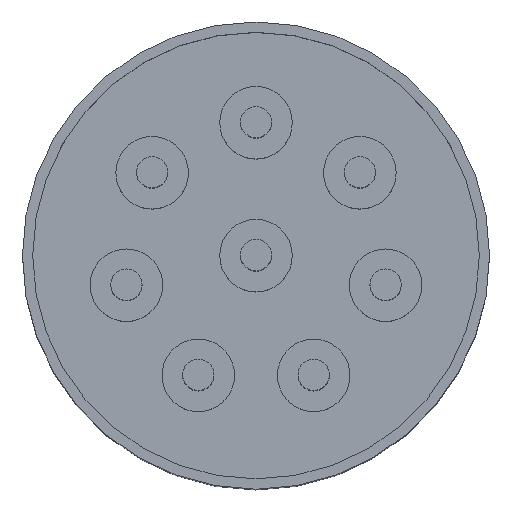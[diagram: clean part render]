
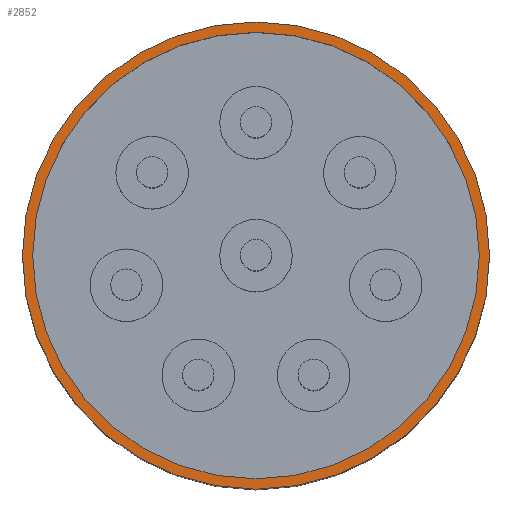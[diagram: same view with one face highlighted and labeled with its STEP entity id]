
A CAD part, top view. The second image highlights one B-rep face of the part: STEP entity #2852.
In plain terms, the highlighted planar face has unit normal (0, 0, 1).
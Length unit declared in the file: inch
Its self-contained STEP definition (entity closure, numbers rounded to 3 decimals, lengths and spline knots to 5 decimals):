
#18 = EDGE_CURVE ( 'NONE', #577, #576, #4883, .T. ) ;
#20 = EDGE_CURVE ( 'NONE', #566, #560, #4881, .T. ) ;
#119 = EDGE_CURVE ( 'NONE', #560, #566, #7487, .T. ) ;
#136 = EDGE_CURVE ( 'NONE', #576, #577, #7462, .T. ) ;
#166 = ORIENTED_EDGE ( 'NONE', *, *, #18, .T. ) ;
#167 = ORIENTED_EDGE ( 'NONE', *, *, #136, .T. ) ;
#168 = ORIENTED_EDGE ( 'NONE', *, *, #20, .F. ) ;
#169 = ORIENTED_EDGE ( 'NONE', *, *, #119, .F. ) ;
#560 = VERTEX_POINT ( 'NONE', #4230 ) ;
#566 = VERTEX_POINT ( 'NONE', #4224 ) ;
#576 = VERTEX_POINT ( 'NONE', #4214 ) ;
#577 = VERTEX_POINT ( 'NONE', #4213 ) ;
#1593 = DIRECTION ( 'NONE',  ( -1., 0., 0. ) ) ;
#1594 = DIRECTION ( 'NONE',  ( 0., 0., -1. ) ) ;
#1595 = CARTESIAN_POINT ( 'NONE',  ( 0., 0., 0.75 ) ) ;
#1600 = DIRECTION ( 'NONE',  ( 1., 0., 0. ) ) ;
#1601 = DIRECTION ( 'NONE',  ( 0., 0., -1. ) ) ;
#1602 = CARTESIAN_POINT ( 'NONE',  ( 0., 0., 0.75 ) ) ;
#1674 = AXIS2_PLACEMENT_3D ( 'NONE', #4378, #4370, #4364 ) ;
#1683 = AXIS2_PLACEMENT_3D ( 'NONE', #4314, #4313, #4312 ) ;
#1828 = AXIS2_PLACEMENT_3D ( 'NONE', #5406, #5411, #5412 ) ;
#2852 = ADVANCED_FACE ( 'NONE', ( #2972, #2994 ), #5404, .T. ) ;
#2972 = FACE_OUTER_BOUND ( 'NONE', #8421, .T. ) ;
#2994 = FACE_BOUND ( 'NONE', #8423, .T. ) ;
#4067 = AXIS2_PLACEMENT_3D ( 'NONE', #1595, #1594, #1593 ) ;
#4069 = AXIS2_PLACEMENT_3D ( 'NONE', #1602, #1601, #1600 ) ;
#4213 = CARTESIAN_POINT ( 'NONE',  ( -0.357, 0., 0.75 ) ) ;
#4214 = CARTESIAN_POINT ( 'NONE',  ( 0.357, 0., 0.75 ) ) ;
#4224 = CARTESIAN_POINT ( 'NONE',  ( 0.3735, 0., 0.75 ) ) ;
#4230 = CARTESIAN_POINT ( 'NONE',  ( -0.3735, 0., 0.75 ) ) ;
#4312 = DIRECTION ( 'NONE',  ( 1., 0., 0. ) ) ;
#4313 = DIRECTION ( 'NONE',  ( 0., 0., -1. ) ) ;
#4314 = CARTESIAN_POINT ( 'NONE',  ( 0., 0., 0.75 ) ) ;
#4364 = DIRECTION ( 'NONE',  ( -1., 0., 0. ) ) ;
#4370 = DIRECTION ( 'NONE',  ( 0., 0., -1. ) ) ;
#4378 = CARTESIAN_POINT ( 'NONE',  ( 0., 0., 0.75 ) ) ;
#4881 = CIRCLE ( 'NONE', #4067, 0.3735 ) ;
#4883 = CIRCLE ( 'NONE', #4069, 0.357 ) ;
#5404 = PLANE ( 'NONE',  #1828 ) ;
#5406 = CARTESIAN_POINT ( 'NONE',  ( 0., 0., 0.75 ) ) ;
#5411 = DIRECTION ( 'NONE',  ( 0., 0., 1. ) ) ;
#5412 = DIRECTION ( 'NONE',  ( 1., 0., 0. ) ) ;
#7462 = CIRCLE ( 'NONE', #1683, 0.357 ) ;
#7487 = CIRCLE ( 'NONE', #1674, 0.3735 ) ;
#8421 = EDGE_LOOP ( 'NONE', ( #169, #168 ) ) ;
#8423 = EDGE_LOOP ( 'NONE', ( #167, #166 ) ) ;
